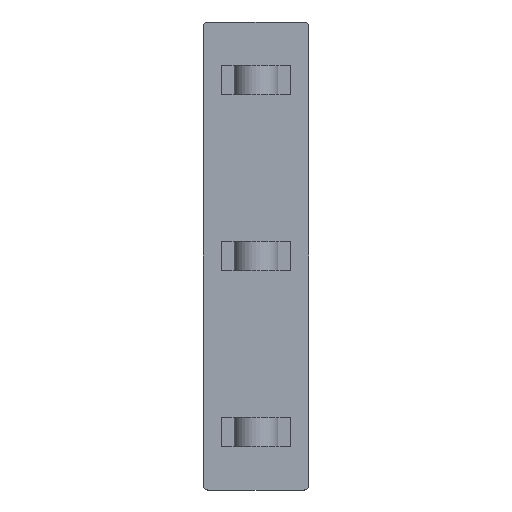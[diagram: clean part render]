
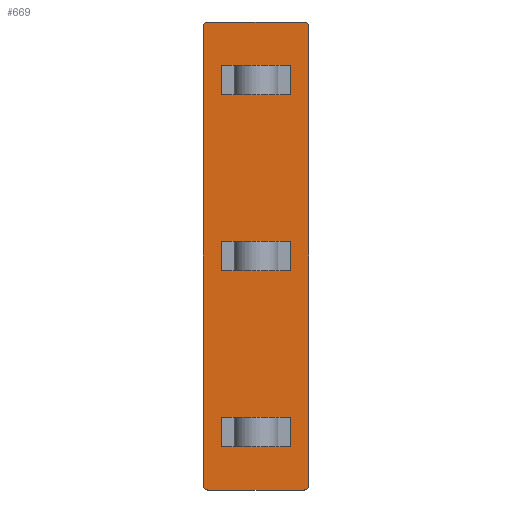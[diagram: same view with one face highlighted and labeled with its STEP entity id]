
A CAD part, front view. The second image highlights one B-rep face of the part: STEP entity #669.
In plain terms, the highlighted planar face has unit normal (0, -1, 0).
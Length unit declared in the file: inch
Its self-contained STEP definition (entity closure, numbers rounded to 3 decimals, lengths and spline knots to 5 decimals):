
#17=FACE_BOUND('',#93,.T.);
#18=FACE_BOUND('',#94,.T.);
#19=FACE_BOUND('',#95,.T.);
#23=PLANE('',#713);
#55=FACE_OUTER_BOUND('',#92,.T.);
#92=EDGE_LOOP('',(#489,#490,#491,#492,#493,#494,#495,#496));
#93=EDGE_LOOP('',(#497,#498,#499,#500));
#94=EDGE_LOOP('',(#501,#502,#503,#504));
#95=EDGE_LOOP('',(#505,#506,#507,#508));
#129=LINE('',#953,#211);
#138=LINE('',#972,#220);
#143=LINE('',#988,#225);
#144=LINE('',#992,#226);
#145=LINE('',#995,#227);
#146=LINE('',#996,#228);
#147=LINE('',#998,#229);
#148=LINE('',#999,#230);
#149=LINE('',#1002,#231);
#150=LINE('',#1004,#232);
#151=LINE('',#1006,#233);
#152=LINE('',#1007,#234);
#153=LINE('',#1010,#235);
#154=LINE('',#1012,#236);
#155=LINE('',#1014,#237);
#156=LINE('',#1015,#238);
#211=VECTOR('',#766,0.073);
#220=VECTOR('',#779,0.031);
#225=VECTOR('',#794,0.101);
#226=VECTOR('',#797,0.482);
#227=VECTOR('',#800,0.101);
#228=VECTOR('',#801,0.482);
#229=VECTOR('',#802,0.031);
#230=VECTOR('',#803,0.073);
#231=VECTOR('',#804,0.031);
#232=VECTOR('',#805,0.073);
#233=VECTOR('',#806,0.031);
#234=VECTOR('',#807,0.073);
#235=VECTOR('',#808,0.031);
#236=VECTOR('',#809,0.073);
#237=VECTOR('',#810,0.031);
#238=VECTOR('',#811,0.073);
#291=CIRCLE('',#704,0.005);
#294=CIRCLE('',#711,0.005);
#296=CIRCLE('',#714,0.005);
#297=CIRCLE('',#715,0.005);
#305=VERTEX_POINT('',#942);
#306=VERTEX_POINT('',#943);
#309=VERTEX_POINT('',#951);
#310=VERTEX_POINT('',#952);
#317=VERTEX_POINT('',#968);
#320=VERTEX_POINT('',#978);
#321=VERTEX_POINT('',#979);
#324=VERTEX_POINT('',#987);
#325=VERTEX_POINT('',#989);
#326=VERTEX_POINT('',#991);
#327=VERTEX_POINT('',#993);
#328=VERTEX_POINT('',#997);
#329=VERTEX_POINT('',#1000);
#330=VERTEX_POINT('',#1001);
#331=VERTEX_POINT('',#1003);
#332=VERTEX_POINT('',#1005);
#333=VERTEX_POINT('',#1008);
#334=VERTEX_POINT('',#1009);
#335=VERTEX_POINT('',#1011);
#336=VERTEX_POINT('',#1013);
#369=EDGE_CURVE('',#305,#306,#291,.T.);
#373=EDGE_CURVE('',#309,#310,#129,.T.);
#383=EDGE_CURVE('',#310,#317,#138,.T.);
#386=EDGE_CURVE('',#320,#321,#294,.T.);
#390=EDGE_CURVE('',#324,#305,#143,.T.);
#391=EDGE_CURVE('',#325,#324,#296,.T.);
#392=EDGE_CURVE('',#326,#325,#144,.T.);
#393=EDGE_CURVE('',#327,#326,#297,.T.);
#394=EDGE_CURVE('',#321,#327,#145,.T.);
#395=EDGE_CURVE('',#306,#320,#146,.T.);
#396=EDGE_CURVE('',#309,#328,#147,.T.);
#397=EDGE_CURVE('',#328,#317,#148,.T.);
#398=EDGE_CURVE('',#329,#330,#149,.T.);
#399=EDGE_CURVE('',#331,#329,#150,.T.);
#400=EDGE_CURVE('',#331,#332,#151,.T.);
#401=EDGE_CURVE('',#332,#330,#152,.T.);
#402=EDGE_CURVE('',#333,#334,#153,.T.);
#403=EDGE_CURVE('',#335,#333,#154,.T.);
#404=EDGE_CURVE('',#335,#336,#155,.T.);
#405=EDGE_CURVE('',#336,#334,#156,.T.);
#489=ORIENTED_EDGE('',*,*,#369,.F.);
#490=ORIENTED_EDGE('',*,*,#390,.F.);
#491=ORIENTED_EDGE('',*,*,#391,.F.);
#492=ORIENTED_EDGE('',*,*,#392,.F.);
#493=ORIENTED_EDGE('',*,*,#393,.F.);
#494=ORIENTED_EDGE('',*,*,#394,.F.);
#495=ORIENTED_EDGE('',*,*,#386,.F.);
#496=ORIENTED_EDGE('',*,*,#395,.F.);
#497=ORIENTED_EDGE('',*,*,#383,.F.);
#498=ORIENTED_EDGE('',*,*,#373,.F.);
#499=ORIENTED_EDGE('',*,*,#396,.T.);
#500=ORIENTED_EDGE('',*,*,#397,.T.);
#501=ORIENTED_EDGE('',*,*,#398,.F.);
#502=ORIENTED_EDGE('',*,*,#399,.F.);
#503=ORIENTED_EDGE('',*,*,#400,.T.);
#504=ORIENTED_EDGE('',*,*,#401,.T.);
#505=ORIENTED_EDGE('',*,*,#402,.F.);
#506=ORIENTED_EDGE('',*,*,#403,.F.);
#507=ORIENTED_EDGE('',*,*,#404,.T.);
#508=ORIENTED_EDGE('',*,*,#405,.T.);
#669=ADVANCED_FACE('',(#55,#17,#18,#19),#23,.F.);
#704=AXIS2_PLACEMENT_3D('',#944,#758,#759);
#711=AXIS2_PLACEMENT_3D('',#980,#786,#787);
#713=AXIS2_PLACEMENT_3D('',#986,#792,#793);
#714=AXIS2_PLACEMENT_3D('',#990,#795,#796);
#715=AXIS2_PLACEMENT_3D('',#994,#798,#799);
#758=DIRECTION('center_axis',(0.,1.,0.));
#759=DIRECTION('ref_axis',(1.,0.,0.));
#766=DIRECTION('',(-1.,0.,0.));
#779=DIRECTION('',(0.,0.,-1.));
#786=DIRECTION('center_axis',(0.,1.,0.));
#787=DIRECTION('ref_axis',(1.,0.,0.));
#792=DIRECTION('center_axis',(0.,1.,0.));
#793=DIRECTION('ref_axis',(0.,0.,1.));
#794=DIRECTION('',(-1.,0.,0.));
#795=DIRECTION('center_axis',(0.,1.,0.));
#796=DIRECTION('ref_axis',(1.,0.,0.));
#797=DIRECTION('',(0.,0.,-1.));
#798=DIRECTION('center_axis',(0.,1.,0.));
#799=DIRECTION('ref_axis',(1.,0.,0.));
#800=DIRECTION('',(1.,0.,0.));
#801=DIRECTION('',(0.,0.,1.));
#802=DIRECTION('',(0.,0.,-1.));
#803=DIRECTION('',(-1.,0.,0.));
#804=DIRECTION('',(0.,0.,-1.));
#805=DIRECTION('',(-1.,0.,0.));
#806=DIRECTION('',(0.,0.,-1.));
#807=DIRECTION('',(-1.,0.,0.));
#808=DIRECTION('',(0.,0.,-1.));
#809=DIRECTION('',(-1.,0.,0.));
#810=DIRECTION('',(0.,0.,-1.));
#811=DIRECTION('',(-1.,0.,0.));
#942=CARTESIAN_POINT('',(-0.0505,0.,-0.246));
#943=CARTESIAN_POINT('',(-0.0555,0.,-0.241));
#944=CARTESIAN_POINT('Origin',(-0.0505,0.,-0.241));
#951=CARTESIAN_POINT('',(0.0365,0.,0.0155));
#952=CARTESIAN_POINT('',(-0.0365,0.,0.0155));
#953=CARTESIAN_POINT('',(0.0365,0.,0.0155));
#968=CARTESIAN_POINT('',(-0.0365,0.,-0.0155));
#972=CARTESIAN_POINT('',(-0.0365,0.,0.0155));
#978=CARTESIAN_POINT('',(-0.0555,0.,0.241));
#979=CARTESIAN_POINT('',(-0.0505,0.,0.246));
#980=CARTESIAN_POINT('Origin',(-0.0505,0.,0.241));
#986=CARTESIAN_POINT('Origin',(-0.0505,0.,-0.241));
#987=CARTESIAN_POINT('',(0.0505,0.,-0.246));
#988=CARTESIAN_POINT('',(0.0505,0.,-0.246));
#989=CARTESIAN_POINT('',(0.0555,0.,-0.241));
#990=CARTESIAN_POINT('Origin',(0.0505,0.,-0.241));
#991=CARTESIAN_POINT('',(0.0555,0.,0.241));
#992=CARTESIAN_POINT('',(0.0555,0.,0.241));
#993=CARTESIAN_POINT('',(0.0505,0.,0.246));
#994=CARTESIAN_POINT('Origin',(0.0505,0.,0.241));
#995=CARTESIAN_POINT('',(-0.0505,0.,0.246));
#996=CARTESIAN_POINT('',(-0.0555,0.,-0.241));
#997=CARTESIAN_POINT('',(0.0365,0.,-0.0155));
#998=CARTESIAN_POINT('',(0.0365,0.,0.0155));
#999=CARTESIAN_POINT('',(0.0365,0.,-0.0155));
#1000=CARTESIAN_POINT('',(-0.0365,0.,0.2005));
#1001=CARTESIAN_POINT('',(-0.0365,0.,0.1695));
#1002=CARTESIAN_POINT('',(-0.0365,0.,0.2005));
#1003=CARTESIAN_POINT('',(0.0365,0.,0.2005));
#1004=CARTESIAN_POINT('',(0.0365,0.,0.2005));
#1005=CARTESIAN_POINT('',(0.0365,0.,0.1695));
#1006=CARTESIAN_POINT('',(0.0365,0.,0.2005));
#1007=CARTESIAN_POINT('',(0.0365,0.,0.1695));
#1008=CARTESIAN_POINT('',(-0.0365,0.,-0.1695));
#1009=CARTESIAN_POINT('',(-0.0365,0.,-0.2005));
#1010=CARTESIAN_POINT('',(-0.0365,0.,-0.1695));
#1011=CARTESIAN_POINT('',(0.0365,0.,-0.1695));
#1012=CARTESIAN_POINT('',(0.0365,0.,-0.1695));
#1013=CARTESIAN_POINT('',(0.0365,0.,-0.2005));
#1014=CARTESIAN_POINT('',(0.0365,0.,-0.1695));
#1015=CARTESIAN_POINT('',(0.0365,0.,-0.2005));
